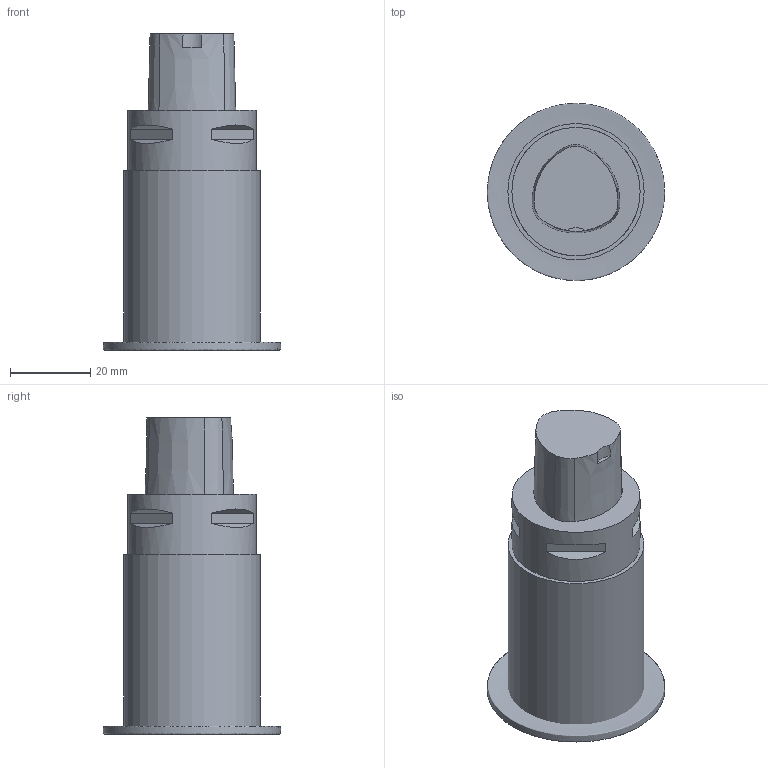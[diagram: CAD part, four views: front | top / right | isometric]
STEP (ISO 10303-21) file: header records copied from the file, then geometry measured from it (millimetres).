
FILE_DESCRIPTION(/* description */ (''),/* implementation_level */ '2;1');
FILE_NAME(/* name */ '1713887377108.stp',/* time_stamp */ '2024-04-23T21:19:49+06:00',/* author */ (''),/* organization */ ('SMS'),/* preprocessor_version */ 'ST-DEVELOPER v16.7',/* originating_system */ 'SIEMENS PLM Software NX 12.0',/* authorisation */ '');
FILE_SCHEMA (('AUTOMOTIVE_DESIGN { 1 0 10303 214 3 1 1 1 }'));
Length unit declared in the file: millimetre
Products named in the file (4): ASSEMBLY_CONSTRUCTION; 205262233mod000_00; 205262235mod000_00; 205262234mod000_00
Assembly tree (3 placements, depth 2):
  205262234mod000_00
    205262235mod000_00
    205262233mod000_00
    ASSEMBLY_CONSTRUCTION
Bounding box: 44.18 x 44.18 x 78.81 mm (x, y, z)
Volume: 58389.2 mm3; surface area: 12636.1 mm2
Topology: 2 solids, 5 shells, 38 faces, 80 edges, 59 vertices
Faces by surface type: plane 20, cone 12, cylinder 5, bspline 1
Full cylindrical faces by diameter (mm): 32 x1, 34 x1
Entity records: 5866 total; most frequent: CARTESIAN_POINT 4874, DIRECTION 202, ORIENTED_EDGE 138, AXIS2_PLACEMENT_3D 86, EDGE_CURVE 69, VERTEX_POINT 49, EDGE_LOOP 45, ADVANCED_FACE 38
